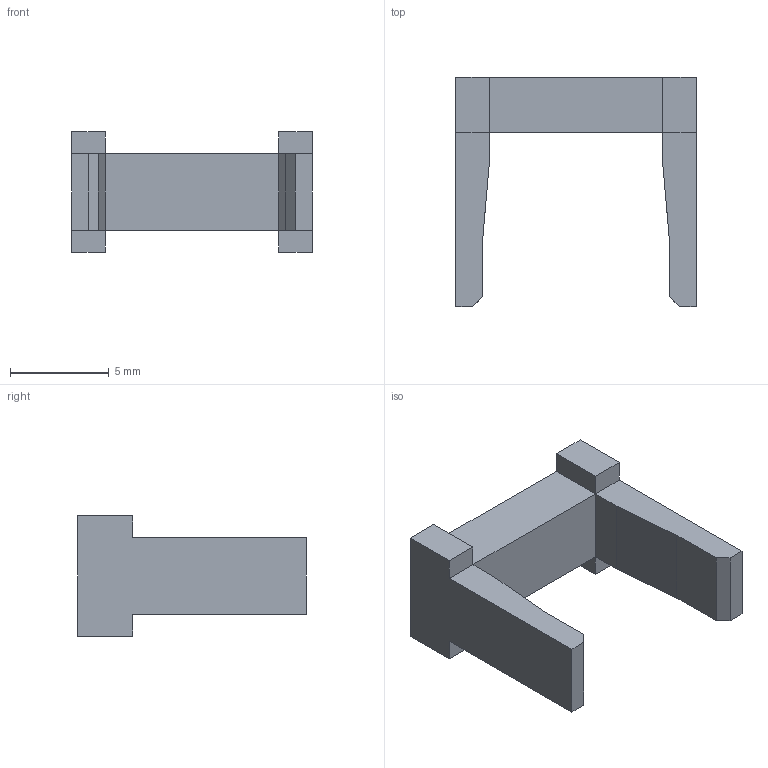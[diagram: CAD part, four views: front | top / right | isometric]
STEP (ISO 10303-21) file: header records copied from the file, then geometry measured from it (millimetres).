
FILE_DESCRIPTION(/* description */ (''),/* implementation_level */ '2;1');
FILE_NAME(/* name */ '100141310ugm000_b.stp',/* time_stamp */ '2016-11-24T10:54:51+01:00',/* author */ (''),/* organization */ (''),/* preprocessor_version */ 'ST-DEVELOPER v16',/* originating_system */ 'SIEMENS PLM Software NX 10.0',/* authorisation */ '');
FILE_SCHEMA (('AUTOMOTIVE_DESIGN { 1 0 10303 214 3 1 1 1 }'));
Length unit declared in the file: millimetre
Products named in the file (1): 100141310ugm000_b
Bounding box: 12.2 x 11.6 x 6.1 mm (x, y, z)
Volume: 256.2 mm3; surface area: 409.7 mm2
Topology: 1 solids, 1 shells, 32 faces, 78 edges, 48 vertices
Faces by surface type: plane 32
Entity records: 938 total; most frequent: CARTESIAN_POINT 159, ORIENTED_EDGE 156, DIRECTION 144, EDGE_CURVE 78, LINE 78, VECTOR 78, VERTEX_POINT 48, AXIS2_PLACEMENT_3D 33
